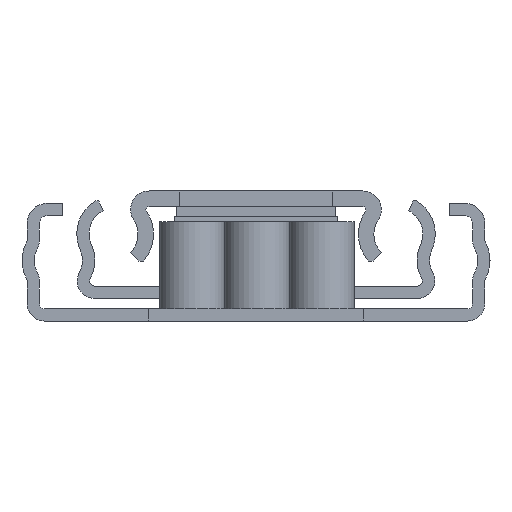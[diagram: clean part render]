
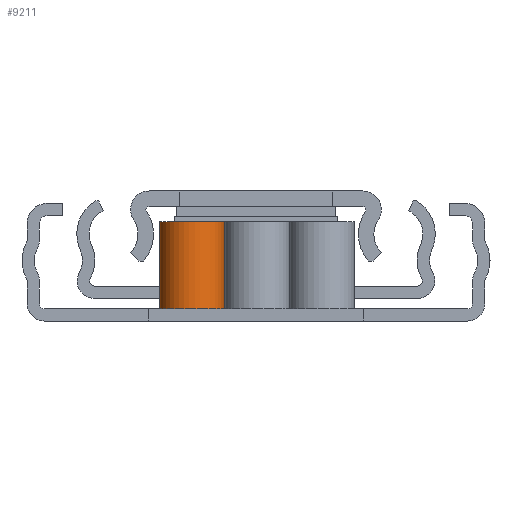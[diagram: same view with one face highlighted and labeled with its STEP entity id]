
A CAD part, left-side view. The second image highlights one B-rep face of the part: STEP entity #9211.
In plain terms, the highlighted cylindrical face has radius 3.198 mm (diameter 6.396 mm), a partial arc.
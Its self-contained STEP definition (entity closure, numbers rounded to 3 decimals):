
#85 = DIRECTION ( 'NONE',  ( 0., 0., -1. ) ) ;
#129 = DIRECTION ( 'NONE',  ( -1., 0., 0. ) ) ;
#571 = AXIS2_PLACEMENT_3D ( 'NONE', #4665, #85, #6962 ) ;
#725 = CARTESIAN_POINT ( 'NONE',  ( -6.333, -0.652, 8.5 ) ) ;
#1499 = VERTEX_POINT ( 'NONE', #8905 ) ;
#1734 = DIRECTION ( 'NONE',  ( 0., 0., -1. ) ) ;
#1929 = CARTESIAN_POINT ( 'NONE',  ( -3.167, -1.1, 8.5 ) ) ;
#2153 = CARTESIAN_POINT ( 'NONE',  ( -3.167, -1.1, 0. ) ) ;
#2348 = CARTESIAN_POINT ( 'NONE',  ( -3.167, -1.1, 8.5 ) ) ;
#2546 = VECTOR ( 'NONE', #4951, 1000. ) ;
#2657 = VECTOR ( 'NONE', #5452, 1000. ) ;
#2678 = EDGE_CURVE ( 'NONE', #7298, #3121, #7937, .T. ) ;
#2731 = VERTEX_POINT ( 'NONE', #7409 ) ;
#3121 = VERTEX_POINT ( 'NONE', #2153 ) ;
#3176 = CARTESIAN_POINT ( 'NONE',  ( -9.5, -1.1, 8.5 ) ) ;
#3994 = ORIENTED_EDGE ( 'NONE', *, *, #8290, .F. ) ;
#4003 = ORIENTED_EDGE ( 'NONE', *, *, #2678, .F. ) ;
#4100 = AXIS2_PLACEMENT_3D ( 'NONE', #7915, #1734, #4111 ) ;
#4111 = DIRECTION ( 'NONE',  ( -1., 0., 0. ) ) ;
#4515 = LINE ( 'NONE', #3176, #2657 ) ;
#4665 = CARTESIAN_POINT ( 'NONE',  ( -6.333, -0.652, 8.5 ) ) ;
#4951 = DIRECTION ( 'NONE',  ( 0., 0., -1. ) ) ;
#5452 = DIRECTION ( 'NONE',  ( 0., 0., -1. ) ) ;
#5455 = CIRCLE ( 'NONE', #8197, 3.198 ) ;
#5527 = CIRCLE ( 'NONE', #4100, 3.198 ) ;
#5948 = EDGE_LOOP ( 'NONE', ( #3994, #4003, #7782, #8583 ) ) ;
#6252 = FACE_OUTER_BOUND ( 'NONE', #5948, .T. ) ;
#6568 = EDGE_CURVE ( 'NONE', #7298, #2731, #5455, .T. ) ;
#6953 = DIRECTION ( 'NONE',  ( 0., 0., -1. ) ) ;
#6962 = DIRECTION ( 'NONE',  ( -1., 0., 0. ) ) ;
#7298 = VERTEX_POINT ( 'NONE', #2348 ) ;
#7409 = CARTESIAN_POINT ( 'NONE',  ( -9.5, -1.1, 8.5 ) ) ;
#7672 = CYLINDRICAL_SURFACE ( 'NONE', #571, 3.198 ) ;
#7782 = ORIENTED_EDGE ( 'NONE', *, *, #6568, .T. ) ;
#7915 = CARTESIAN_POINT ( 'NONE',  ( -6.333, -0.652, 0. ) ) ;
#7937 = LINE ( 'NONE', #1929, #2546 ) ;
#8034 = EDGE_CURVE ( 'NONE', #2731, #1499, #4515, .T. ) ;
#8197 = AXIS2_PLACEMENT_3D ( 'NONE', #725, #6953, #129 ) ;
#8290 = EDGE_CURVE ( 'NONE', #3121, #1499, #5527, .T. ) ;
#8583 = ORIENTED_EDGE ( 'NONE', *, *, #8034, .T. ) ;
#8905 = CARTESIAN_POINT ( 'NONE',  ( -9.5, -1.1, 0. ) ) ;
#9211 = ADVANCED_FACE ( 'NONE', ( #6252 ), #7672, .T. ) ;
